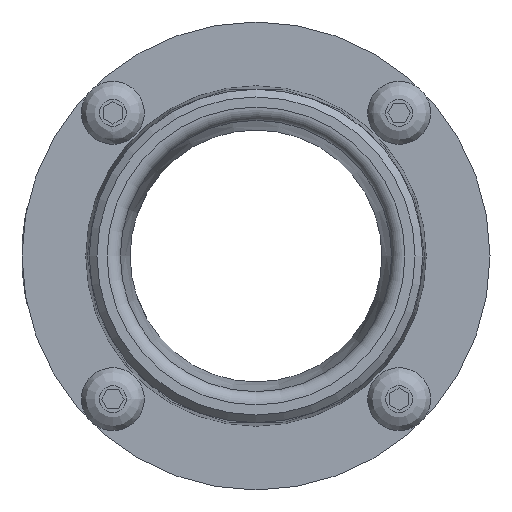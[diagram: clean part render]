
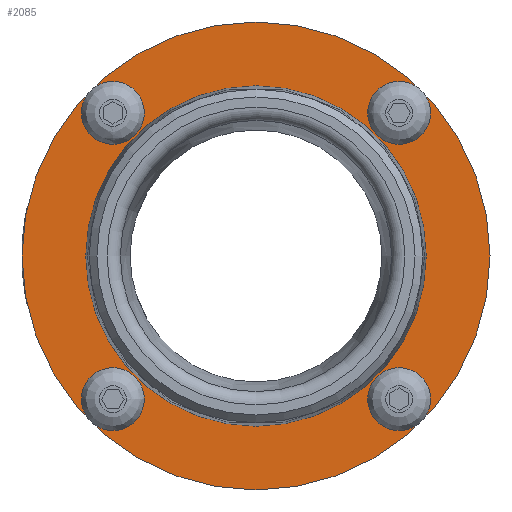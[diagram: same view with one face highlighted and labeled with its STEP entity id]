
A CAD part, left-side view. The second image highlights one B-rep face of the part: STEP entity #2085.
In plain terms, the highlighted planar face has unit normal (-1, 0, 0).
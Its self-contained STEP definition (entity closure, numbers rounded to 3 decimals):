
#1706=CARTESIAN_POINT('',(12.49,6.848,0.895));
#1707=VERTEX_POINT('',#1706);
#1708=CARTESIAN_POINT('',(12.49,6.749,0.994));
#1709=DIRECTION('',(1.,0.0,0.0));
#1710=DIRECTION('',(0.0,-0.707,0.707));
#1711=AXIS2_PLACEMENT_3D('',#1708,#1709,#1710);
#1712=CIRCLE('',#1711,0.141);
#1713=EDGE_CURVE('',#1707,#1707,#1712,.T.);
#1734=CARTESIAN_POINT('',(12.49,8.638,0.895));
#1735=VERTEX_POINT('',#1734);
#1736=CARTESIAN_POINT('',(12.49,8.737,0.994));
#1737=DIRECTION('',(1.,0.0,0.0));
#1738=DIRECTION('',(0.0,0.707,0.707));
#1739=AXIS2_PLACEMENT_3D('',#1736,#1737,#1738);
#1740=CIRCLE('',#1739,0.141);
#1741=EDGE_CURVE('',#1735,#1735,#1740,.T.);
#1762=CARTESIAN_POINT('',(12.49,8.638,-0.895));
#1763=VERTEX_POINT('',#1762);
#1764=CARTESIAN_POINT('',(12.49,8.737,-0.994));
#1765=DIRECTION('',(1.0,0.0,0.0));
#1766=DIRECTION('',(0.0,0.707,-0.707));
#1767=AXIS2_PLACEMENT_3D('',#1764,#1765,#1766);
#1768=CIRCLE('',#1767,0.141);
#1769=EDGE_CURVE('',#1763,#1763,#1768,.T.);
#1790=CARTESIAN_POINT('',(12.49,6.848,-0.895));
#1791=VERTEX_POINT('',#1790);
#1792=CARTESIAN_POINT('',(12.49,6.749,-0.994));
#1793=DIRECTION('',(1.0,0.0,0.0));
#1794=DIRECTION('',(0.0,-0.707,-0.707));
#1795=AXIS2_PLACEMENT_3D('',#1792,#1793,#1794);
#1796=CIRCLE('',#1795,0.141);
#1797=EDGE_CURVE('',#1791,#1791,#1796,.T.);
#1935=CARTESIAN_POINT('',(12.49,8.853,0.0));
#1936=VERTEX_POINT('',#1935);
#1937=CARTESIAN_POINT('',(12.49,7.743,0.0));
#1938=DIRECTION('',(1.0,0.0,0.0));
#1939=DIRECTION('',(0.0,1.0,0.0));
#1940=AXIS2_PLACEMENT_3D('',#1937,#1938,#1939);
#1941=CIRCLE('',#1940,1.11);
#1942=EDGE_CURVE('',#1936,#1936,#1941,.T.);
#1966=CARTESIAN_POINT('',(12.49,9.368,0.0));
#1967=VERTEX_POINT('',#1966);
#1968=CARTESIAN_POINT('',(12.49,7.743,0.0));
#1969=DIRECTION('',(1.0,0.0,0.0));
#1970=DIRECTION('',(0.0,1.0,0.0));
#1971=AXIS2_PLACEMENT_3D('',#1968,#1969,#1970);
#1972=CIRCLE('',#1971,1.625);
#1973=EDGE_CURVE('',#1967,#1967,#1972,.T.);
#2062=CARTESIAN_POINT('',(12.49,7.743,-1.406));
#2063=DIRECTION('',(1.0,0.0,0.0));
#2064=DIRECTION('',(0.0,1.0,0.0));
#2065=AXIS2_PLACEMENT_3D('',#2062,#2063,#2064);
#2066=PLANE('',#2065);
#2067=ORIENTED_EDGE('',*,*,#1973,.F.);
#2068=EDGE_LOOP('',(#2067));
#2069=FACE_OUTER_BOUND('',#2068,.T.);
#2070=ORIENTED_EDGE('',*,*,#1713,.T.);
#2071=EDGE_LOOP('',(#2070));
#2072=FACE_BOUND('',#2071,.T.);
#2073=ORIENTED_EDGE('',*,*,#1741,.T.);
#2074=EDGE_LOOP('',(#2073));
#2075=FACE_BOUND('',#2074,.T.);
#2076=ORIENTED_EDGE('',*,*,#1769,.T.);
#2077=EDGE_LOOP('',(#2076));
#2078=FACE_BOUND('',#2077,.T.);
#2079=ORIENTED_EDGE('',*,*,#1797,.T.);
#2080=EDGE_LOOP('',(#2079));
#2081=FACE_BOUND('',#2080,.T.);
#2082=ORIENTED_EDGE('',*,*,#1942,.T.);
#2083=EDGE_LOOP('',(#2082));
#2084=FACE_BOUND('',#2083,.T.);
#2085=ADVANCED_FACE('',(#2069,#2072,#2075,#2078,#2081,#2084),#2066,.F.);
